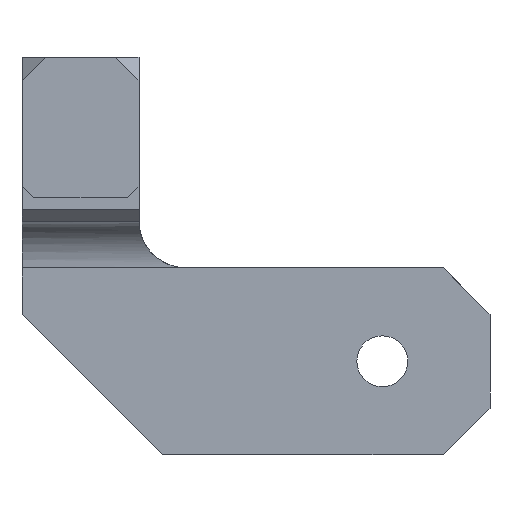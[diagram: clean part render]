
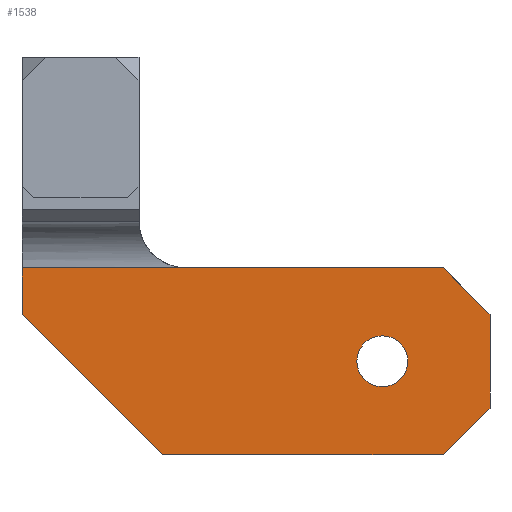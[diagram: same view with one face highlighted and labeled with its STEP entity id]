
A CAD part, front view. The second image highlights one B-rep face of the part: STEP entity #1538.
In plain terms, the highlighted planar face has unit normal (0, -1, 0).
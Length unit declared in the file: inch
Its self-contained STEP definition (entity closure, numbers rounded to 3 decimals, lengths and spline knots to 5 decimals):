
#5 = CIRCLE ( 'NONE', #1204, 0.068 ) ;
#16 = ORIENTED_EDGE ( 'NONE', *, *, #1140, .T. ) ;
#30 = DIRECTION ( 'NONE',  ( -1., 0., 0. ) ) ;
#32 = CIRCLE ( 'NONE', #651, 0.068 ) ;
#33 = EDGE_CURVE ( 'NONE', #1220, #183, #873, .T. ) ;
#45 = LINE ( 'NONE', #1241, #1244 ) ;
#51 = ORIENTED_EDGE ( 'NONE', *, *, #1271, .F. ) ;
#94 = ORIENTED_EDGE ( 'NONE', *, *, #33, .T. ) ;
#99 = ORIENTED_EDGE ( 'NONE', *, *, #799, .F. ) ;
#108 = VECTOR ( 'NONE', #30, 39.37008 ) ;
#149 = VECTOR ( 'NONE', #1147, 39.37008 ) ;
#180 = EDGE_CURVE ( 'NONE', #183, #461, #45, .T. ) ;
#183 = VERTEX_POINT ( 'NONE', #994 ) ;
#190 = VECTOR ( 'NONE', #492, 39.37008 ) ;
#200 = LINE ( 'NONE', #358, #477 ) ;
#202 = CARTESIAN_POINT ( 'NONE',  ( -6.38656, 0.553, -0.25 ) ) ;
#223 = VERTEX_POINT ( 'NONE', #758 ) ;
#241 = VECTOR ( 'NONE', #920, 39.37008 ) ;
#307 = LINE ( 'NONE', #1352, #1492 ) ;
#327 = DIRECTION ( 'NONE',  ( 0., 1., 0. ) ) ;
#357 = CARTESIAN_POINT ( 'NONE',  ( -6.38656, 0.553, -0.125 ) ) ;
#358 = CARTESIAN_POINT ( 'NONE',  ( -7.26156, 0.553, -0.25 ) ) ;
#359 = VERTEX_POINT ( 'NONE', #745 ) ;
#385 = ORIENTED_EDGE ( 'NONE', *, *, #1213, .F. ) ;
#391 = LINE ( 'NONE', #753, #108 ) ;
#394 = CARTESIAN_POINT ( 'NONE',  ( -7.26156, 0.553, -0.25 ) ) ;
#423 = AXIS2_PLACEMENT_3D ( 'NONE', #924, #327, #1154 ) ;
#430 = CARTESIAN_POINT ( 'NONE',  ( -6.51156, 0.553, 0.25 ) ) ;
#449 = EDGE_CURVE ( 'NONE', #1484, #1246, #200, .T. ) ;
#461 = VERTEX_POINT ( 'NONE', #1413 ) ;
#477 = VECTOR ( 'NONE', #1305, 39.37008 ) ;
#492 = DIRECTION ( 'NONE',  ( 0., 0., -1. ) ) ;
#522 = DIRECTION ( 'NONE',  ( -1., 0., 0. ) ) ;
#544 = CARTESIAN_POINT ( 'NONE',  ( -6.67406, 0.553, 0. ) ) ;
#624 = FACE_BOUND ( 'NONE', #931, .T. ) ;
#645 = DIRECTION ( 'NONE',  ( 0., -1., 0. ) ) ;
#651 = AXIS2_PLACEMENT_3D ( 'NONE', #1347, #645, #1468 ) ;
#662 = EDGE_CURVE ( 'NONE', #223, #1421, #307, .T. ) ;
#667 = DIRECTION ( 'NONE',  ( 0., 0., 1. ) ) ;
#745 = CARTESIAN_POINT ( 'NONE',  ( -6.67406, 0.553, 0.068 ) ) ;
#753 = CARTESIAN_POINT ( 'NONE',  ( -6.38656, 0.553, -0.25 ) ) ;
#758 = CARTESIAN_POINT ( 'NONE',  ( -6.51156, 0.553, -0.25 ) ) ;
#771 = DIRECTION ( 'NONE',  ( 0.707, 0., 0.707 ) ) ;
#799 = EDGE_CURVE ( 'NONE', #1220, #1421, #1025, .T. ) ;
#860 = CARTESIAN_POINT ( 'NONE',  ( -6.67406, 0.553, -0.068 ) ) ;
#873 = LINE ( 'NONE', #430, #241 ) ;
#920 = DIRECTION ( 'NONE',  ( -0.707, 0., 0.707 ) ) ;
#924 = CARTESIAN_POINT ( 'NONE',  ( -6.38656, 0.553, -0.25 ) ) ;
#931 = EDGE_LOOP ( 'NONE', ( #1403, #51 ) ) ;
#969 = CARTESIAN_POINT ( 'NONE',  ( -7.63656, 0.553, -0.25 ) ) ;
#994 = CARTESIAN_POINT ( 'NONE',  ( -6.51106, 0.553, 0.2495 ) ) ;
#1025 = LINE ( 'NONE', #202, #149 ) ;
#1038 = PLANE ( 'NONE',  #423 ) ;
#1098 = ORIENTED_EDGE ( 'NONE', *, *, #662, .T. ) ;
#1135 = LINE ( 'NONE', #969, #190 ) ;
#1140 = EDGE_CURVE ( 'NONE', #461, #1484, #1135, .T. ) ;
#1147 = DIRECTION ( 'NONE',  ( 0., 0., -1. ) ) ;
#1154 = DIRECTION ( 'NONE',  ( 0., 0., 1. ) ) ;
#1186 = VERTEX_POINT ( 'NONE', #860 ) ;
#1204 = AXIS2_PLACEMENT_3D ( 'NONE', #544, #1371, #667 ) ;
#1213 = EDGE_CURVE ( 'NONE', #223, #1246, #391, .T. ) ;
#1220 = VERTEX_POINT ( 'NONE', #1456 ) ;
#1241 = CARTESIAN_POINT ( 'NONE',  ( -7.63656, 0.553, 0.2495 ) ) ;
#1244 = VECTOR ( 'NONE', #522, 39.37008 ) ;
#1246 = VERTEX_POINT ( 'NONE', #394 ) ;
#1261 = CARTESIAN_POINT ( 'NONE',  ( -7.63656, 0.553, 0.125 ) ) ;
#1271 = EDGE_CURVE ( 'NONE', #1186, #359, #32, .T. ) ;
#1305 = DIRECTION ( 'NONE',  ( 0.707, 0., -0.707 ) ) ;
#1326 = EDGE_CURVE ( 'NONE', #359, #1186, #5, .T. ) ;
#1347 = CARTESIAN_POINT ( 'NONE',  ( -6.67406, 0.553, 0. ) ) ;
#1352 = CARTESIAN_POINT ( 'NONE',  ( -6.38656, 0.553, -0.125 ) ) ;
#1371 = DIRECTION ( 'NONE',  ( 0., -1., 0. ) ) ;
#1383 = ORIENTED_EDGE ( 'NONE', *, *, #449, .T. ) ;
#1390 = ORIENTED_EDGE ( 'NONE', *, *, #180, .T. ) ;
#1403 = ORIENTED_EDGE ( 'NONE', *, *, #1326, .F. ) ;
#1413 = CARTESIAN_POINT ( 'NONE',  ( -7.63656, 0.553, 0.2495 ) ) ;
#1421 = VERTEX_POINT ( 'NONE', #357 ) ;
#1456 = CARTESIAN_POINT ( 'NONE',  ( -6.38656, 0.553, 0.125 ) ) ;
#1468 = DIRECTION ( 'NONE',  ( 0., 0., 1. ) ) ;
#1475 = EDGE_LOOP ( 'NONE', ( #94, #1390, #16, #1383, #385, #1098, #99 ) ) ;
#1484 = VERTEX_POINT ( 'NONE', #1261 ) ;
#1492 = VECTOR ( 'NONE', #771, 39.37008 ) ;
#1497 = FACE_OUTER_BOUND ( 'NONE', #1475, .T. ) ;
#1538 = ADVANCED_FACE ( 'NONE', ( #1497, #624 ), #1038, .F. ) ;
